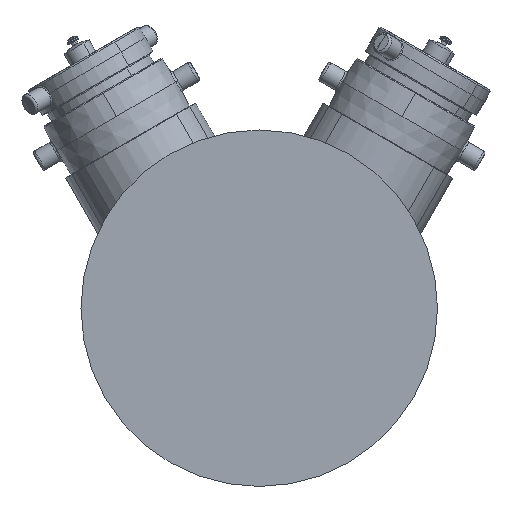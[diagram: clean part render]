
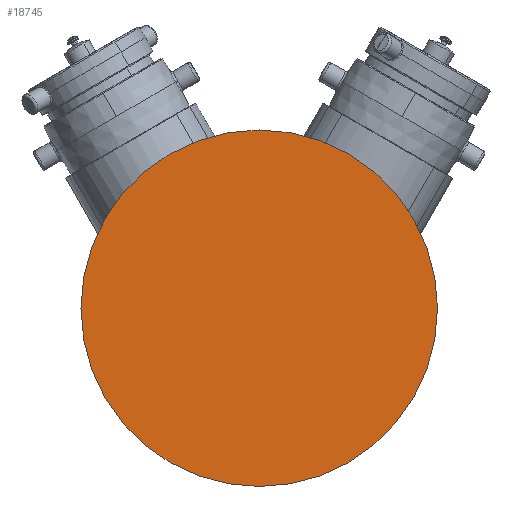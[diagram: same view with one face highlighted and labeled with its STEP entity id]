
A CAD part, front view. The second image highlights one B-rep face of the part: STEP entity #18745.
In plain terms, the highlighted planar face has unit normal (0, -1, 0).
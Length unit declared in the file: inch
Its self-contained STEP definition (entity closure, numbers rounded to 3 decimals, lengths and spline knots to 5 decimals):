
#383 = DIRECTION ( 'NONE',  ( 0., 1., 0. ) ) ;
#4433 = DIRECTION ( 'NONE',  ( 0., 0., -1. ) ) ;
#7152 = ORIENTED_EDGE ( 'NONE', *, *, #95754, .F. ) ;
#11328 = CARTESIAN_POINT ( 'NONE',  ( 0., -15.8437, 0. ) ) ;
#15308 = DIRECTION ( 'NONE',  ( 0., -1., 0. ) ) ;
#17974 = CIRCLE ( 'NONE', #88333, 4.63481 ) ;
#18745 = ADVANCED_FACE ( 'Defeatured_1_1139', ( #41984 ), #32700, .T. ) ;
#26338 = CARTESIAN_POINT ( 'NONE',  ( 0., -15.8437, 4.63481 ) ) ;
#32700 = PLANE ( 'NONE',  #62076 ) ;
#40377 = DIRECTION ( 'NONE',  ( 0., 1., 0. ) ) ;
#41984 = FACE_OUTER_BOUND ( 'NONE', #53425, .T. ) ;
#52046 = EDGE_CURVE ( 'Defeatured_1_1259+Defeatured_1_1139+Defeatured_1_1139+Defeatured_1_1139', #69792, #86774, #17974, .T. ) ;
#53425 = EDGE_LOOP ( 'NONE', ( #68394, #7152 ) ) ;
#57667 = DIRECTION ( 'NONE',  ( 1., 0., 0. ) ) ;
#62076 = AXIS2_PLACEMENT_3D ( 'NONE', #66359, #15308, #57667 ) ;
#63554 = DIRECTION ( 'NONE',  ( 0., 0., -1. ) ) ;
#66359 = CARTESIAN_POINT ( 'NONE',  ( -5.09829, -15.8437, -5.09829 ) ) ;
#68394 = ORIENTED_EDGE ( 'NONE', *, *, #52046, .F. ) ;
#69792 = VERTEX_POINT ( 'NONE', #73717 ) ;
#73717 = CARTESIAN_POINT ( 'NONE',  ( 0., -15.8437, -4.63481 ) ) ;
#81329 = CIRCLE ( 'NONE', #105413, 4.63481 ) ;
#86774 = VERTEX_POINT ( 'NONE', #26338 ) ;
#88333 = AXIS2_PLACEMENT_3D ( 'NONE', #91991, #40377, #4433 ) ;
#91991 = CARTESIAN_POINT ( 'NONE',  ( 0., -15.8437, 0. ) ) ;
#95754 = EDGE_CURVE ( 'Defeatured_1_1259+Defeatured_1_1139+Defeatured_1_1139+Defeatured_1_1139', #86774, #69792, #81329, .T. ) ;
#105413 = AXIS2_PLACEMENT_3D ( 'NONE', #11328, #383, #63554 ) ;
